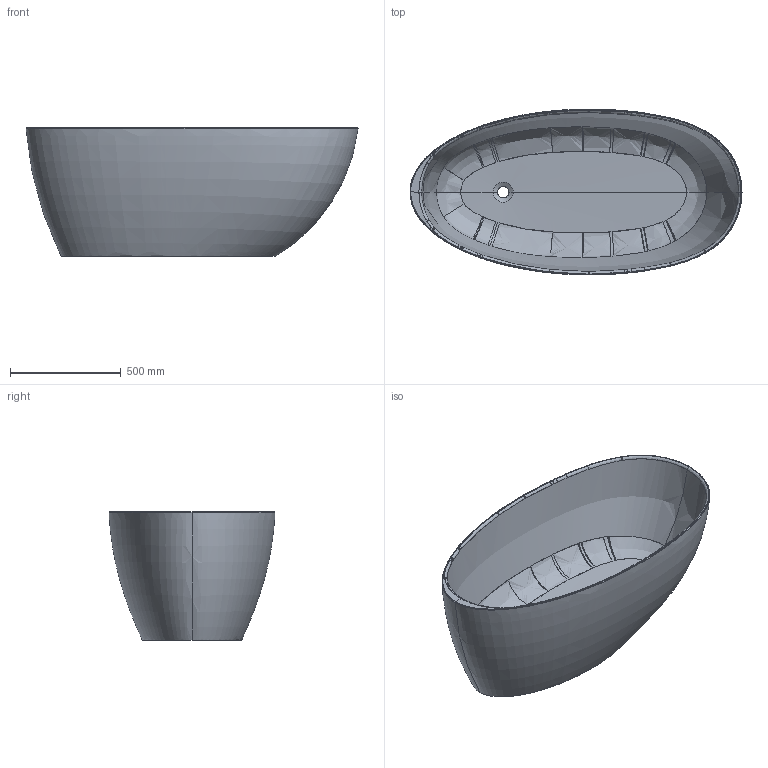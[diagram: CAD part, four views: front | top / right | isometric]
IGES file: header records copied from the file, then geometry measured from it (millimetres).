
Start section: SolidWorks IGES file using analytic representation for surfaces
Global section: file name: CAL-MIN-BW.IGS; native system: SolidWorks 2022; preprocessor: SolidWorks 2022; author: a.dellen; date: 221026.124428; units: millimetre
Bounding box: 1499.37 x 749.02 x 580 mm (x, y, z)
Surface area: 4789457.2 mm2 (no closed solid volume)
Topology: 0 solids, 0 shells, 315 faces, 3182 edges, 3182 vertices
Faces by surface type: bspline 304, revolution 11
